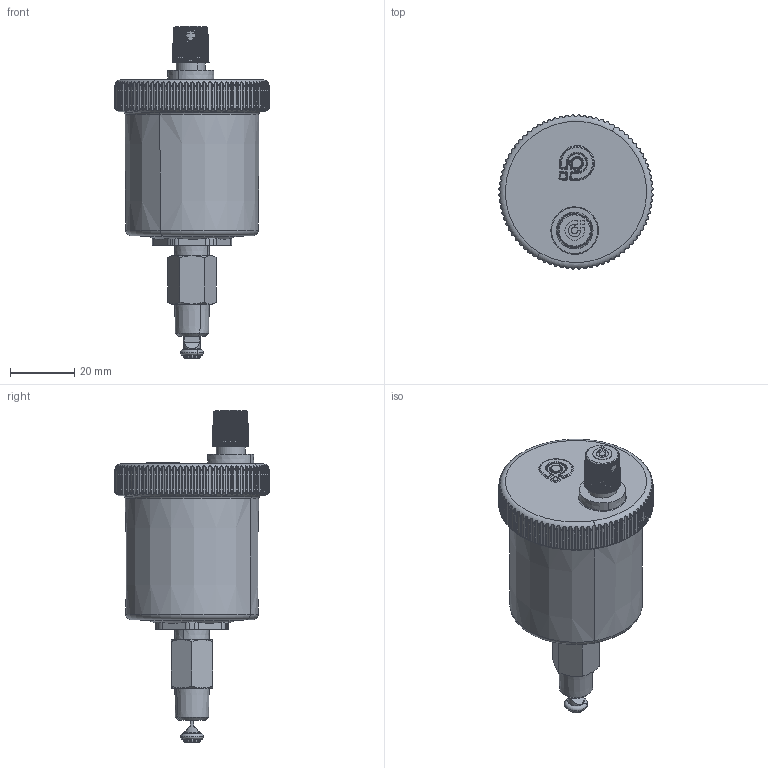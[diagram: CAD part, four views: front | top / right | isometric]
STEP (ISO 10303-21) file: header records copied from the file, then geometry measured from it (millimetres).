
FILE_DESCRIPTION(('CATIA V5 STEP Exchange'),'2;1');
FILE_NAME('STEP_502115A_-_TST.stp','2020-01-08T07:52:06+00:00',('none'),('none'),'CATIA Version 5-6 Release 2016 SP4','CATIA V5 STEP AP203','none');
FILE_SCHEMA(('CONFIG_CONTROL_DESIGN'));
Length unit declared in the file: millimetre
Products named in the file (1): 502115A - TST
Bounding box: 47.87 x 47.87 x 103.1 mm (x, y, z)
Volume: 75634.3 mm3; surface area: 12245.2 mm2
Topology: 2 solids, 2 shells, 836 faces, 2406 edges, 1575 vertices
Faces by surface type: plane 333, cylinder 244, extrusion 147, cone 42, torus 32, bspline 29, sphere 9
Entity records: 33704 total; most frequent: CARTESIAN_POINT 14612, ORIENTED_EDGE 4782, DIRECTION 2518, EDGE_CURVE 2391, VERTEX_POINT 1575, B_SPLINE_CURVE_WITH_KNOTS 1347, VECTOR 981, AXIS2_PLACEMENT_3D 948
